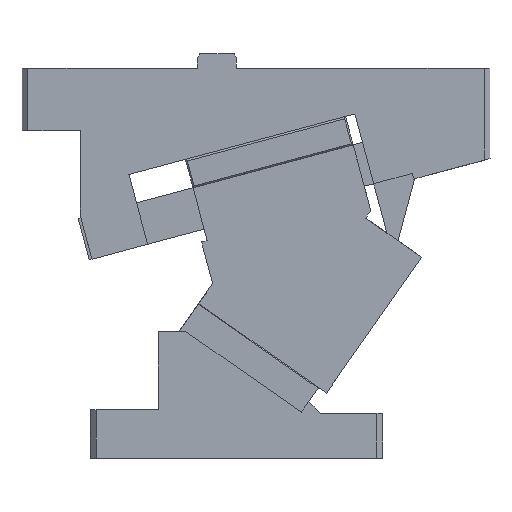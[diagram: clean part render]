
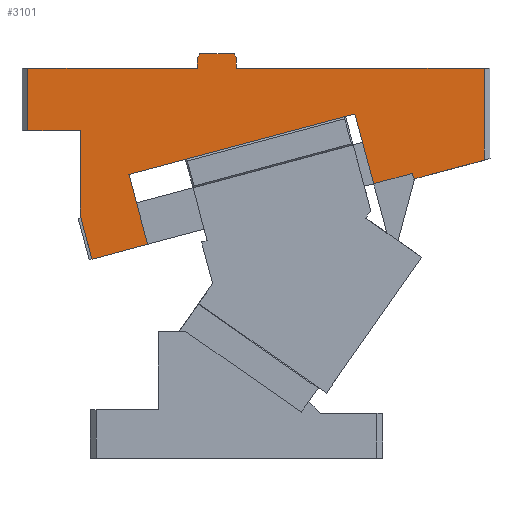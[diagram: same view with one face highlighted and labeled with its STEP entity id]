
A CAD part, front view. The second image highlights one B-rep face of the part: STEP entity #3101.
In plain terms, the highlighted planar face has unit normal (0, -1, 0).
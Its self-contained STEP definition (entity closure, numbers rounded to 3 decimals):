
#70=CARTESIAN_POINT('Vertex',(165.136,0.,146.122)) ;
#73=CARTESIAN_POINT('Line Origine',(155.235,0.,143.47)) ;
#77=CARTESIAN_POINT('Vertex',(145.334,0.,140.817)) ;
#156=CARTESIAN_POINT('Vertex',(165.912,0.,143.225)) ;
#159=CARTESIAN_POINT('Line Origine',(165.524,0.,144.674)) ;
#176=CARTESIAN_POINT('Line Origine',(140.546,0.,158.686)) ;
#180=CARTESIAN_POINT('Vertex',(135.758,0.,176.556)) ;
#382=CARTESIAN_POINT('Vertex',(202.,0.,152.894)) ;
#385=CARTESIAN_POINT('Line Origine',(188.,0.,149.143)) ;
#389=CARTESIAN_POINT('Vertex',(174.,0.,145.392)) ;
#392=CARTESIAN_POINT('Line Origine',(169.956,0.,144.308)) ;
#639=CARTESIAN_POINT('Vertex',(29.423,0.,109.758)) ;
#683=CARTESIAN_POINT('Vertex',(19.847,0.,145.498)) ;
#686=CARTESIAN_POINT('Line Origine',(24.635,0.,127.628)) ;
#707=CARTESIAN_POINT('Line Origine',(77.802,0.,161.027)) ;
#742=CARTESIAN_POINT('Vertex',(202.,0.,200.)) ;
#745=CARTESIAN_POINT('Line Origine',(202.,0.,184.)) ;
#749=CARTESIAN_POINT('Vertex',(202.,0.,168.)) ;
#752=CARTESIAN_POINT('Line Origine',(202.,0.,160.447)) ;
#782=CARTESIAN_POINT('Vertex',(75.,0.,200.)) ;
#785=CARTESIAN_POINT('Line Origine',(138.5,0.,200.)) ;
#1009=CARTESIAN_POINT('Line Origine',(11.5,0.,200.)) ;
#1013=CARTESIAN_POINT('Vertex',(-32.,0.,200.)) ;
#1015=CARTESIAN_POINT('Vertex',(55.,0.,200.)) ;
#1284=CARTESIAN_POINT('Vertex',(-32.,0.,168.)) ;
#1287=CARTESIAN_POINT('Line Origine',(-32.,0.,184.)) ;
#1322=CARTESIAN_POINT('Vertex',(-5.,0.,168.)) ;
#1325=CARTESIAN_POINT('Line Origine',(-11.503,0.,168.)) ;
#1329=CARTESIAN_POINT('Vertex',(-18.006,0.,168.)) ;
#1332=CARTESIAN_POINT('Line Origine',(-25.003,0.,168.)) ;
#1619=CARTESIAN_POINT('Vertex',(-5.,0.,124.248)) ;
#1622=CARTESIAN_POINT('Line Origine',(-5.,0.,146.124)) ;
#1659=CARTESIAN_POINT('Vertex',(0.928,0.,102.123)) ;
#1662=CARTESIAN_POINT('Line Origine',(-2.036,0.,113.186)) ;
#1721=CARTESIAN_POINT('Line Origine',(15.176,0.,105.941)) ;
#2913=CARTESIAN_POINT('Line Origine',(75.,0.,202.75)) ;
#2917=CARTESIAN_POINT('Vertex',(75.,0.,205.5)) ;
#2948=CARTESIAN_POINT('Vertex',(73.845,0.,207.5)) ;
#2953=CARTESIAN_POINT('Line Origine',(74.423,0.,206.5)) ;
#2982=CARTESIAN_POINT('Line Origine',(55.,0.,202.75)) ;
#2986=CARTESIAN_POINT('Vertex',(55.,0.,205.5)) ;
#3006=CARTESIAN_POINT('Line Origine',(65.,0.,207.5)) ;
#3010=CARTESIAN_POINT('Vertex',(56.155,0.,207.5)) ;
#3067=CARTESIAN_POINT('Axis2P3D Location',(29.199,0.,173.722)) ;
#3072=CARTESIAN_POINT('Line Origine',(55.577,0.,206.5)) ;
#74=DIRECTION('Vector Direction',(0.966,0.,0.259)) ;
#160=DIRECTION('Vector Direction',(0.259,0.,-0.966)) ;
#177=DIRECTION('Vector Direction',(-0.259,0.,0.966)) ;
#386=DIRECTION('Vector Direction',(0.966,0.,0.259)) ;
#393=DIRECTION('Vector Direction',(-0.966,0.,-0.259)) ;
#687=DIRECTION('Vector Direction',(-0.259,0.,0.966)) ;
#708=DIRECTION('Vector Direction',(-0.966,0.,-0.259)) ;
#746=DIRECTION('Vector Direction',(0.,0.,-1.)) ;
#753=DIRECTION('Vector Direction',(0.,0.,-1.)) ;
#786=DIRECTION('Vector Direction',(1.,0.,0.)) ;
#1010=DIRECTION('Vector Direction',(1.,0.,0.)) ;
#1288=DIRECTION('Vector Direction',(0.,0.,1.)) ;
#1326=DIRECTION('Vector Direction',(-1.,0.,0.)) ;
#1333=DIRECTION('Vector Direction',(-1.,0.,0.)) ;
#1623=DIRECTION('Vector Direction',(0.,0.,-1.)) ;
#1663=DIRECTION('Vector Direction',(-0.259,0.,0.966)) ;
#1722=DIRECTION('Vector Direction',(0.966,0.,0.259)) ;
#2914=DIRECTION('Vector Direction',(0.,0.,1.)) ;
#2954=DIRECTION('Vector Direction',(-0.5,0.,0.866)) ;
#2983=DIRECTION('Vector Direction',(0.,0.,1.)) ;
#3007=DIRECTION('Vector Direction',(-1.,0.,0.)) ;
#3068=DIRECTION('Axis2P3D Direction',(0.,-1.,0.)) ;
#3069=DIRECTION('Axis2P3D XDirection',(1.,0.,0.)) ;
#3073=DIRECTION('Vector Direction',(-0.5,0.,-0.866)) ;
#3070=AXIS2_PLACEMENT_3D('Plane Axis2P3D',#3067,#3068,#3069) ;
#3078=ORIENTED_EDGE('',*,*,#2988,.F.) ;
#3079=ORIENTED_EDGE('',*,*,#1017,.F.) ;
#3080=ORIENTED_EDGE('',*,*,#1291,.F.) ;
#3081=ORIENTED_EDGE('',*,*,#1336,.F.) ;
#3082=ORIENTED_EDGE('',*,*,#1331,.F.) ;
#3083=ORIENTED_EDGE('',*,*,#1626,.T.) ;
#3084=ORIENTED_EDGE('',*,*,#1666,.F.) ;
#3085=ORIENTED_EDGE('',*,*,#1725,.T.) ;
#3086=ORIENTED_EDGE('',*,*,#690,.T.) ;
#3087=ORIENTED_EDGE('',*,*,#711,.F.) ;
#3088=ORIENTED_EDGE('',*,*,#182,.F.) ;
#3089=ORIENTED_EDGE('',*,*,#79,.T.) ;
#3090=ORIENTED_EDGE('',*,*,#163,.T.) ;
#3091=ORIENTED_EDGE('',*,*,#396,.F.) ;
#3092=ORIENTED_EDGE('',*,*,#391,.T.) ;
#3093=ORIENTED_EDGE('',*,*,#756,.F.) ;
#3094=ORIENTED_EDGE('',*,*,#751,.F.) ;
#3095=ORIENTED_EDGE('',*,*,#789,.F.) ;
#3096=ORIENTED_EDGE('',*,*,#2919,.T.) ;
#3097=ORIENTED_EDGE('',*,*,#2957,.F.) ;
#3098=ORIENTED_EDGE('',*,*,#3012,.F.) ;
#3099=ORIENTED_EDGE('',*,*,#3076,.F.) ;
#75=VECTOR('Line Direction',#74,1.) ;
#161=VECTOR('Line Direction',#160,1.) ;
#178=VECTOR('Line Direction',#177,1.) ;
#387=VECTOR('Line Direction',#386,1.) ;
#394=VECTOR('Line Direction',#393,1.) ;
#688=VECTOR('Line Direction',#687,1.) ;
#709=VECTOR('Line Direction',#708,1.) ;
#747=VECTOR('Line Direction',#746,1.) ;
#754=VECTOR('Line Direction',#753,1.) ;
#787=VECTOR('Line Direction',#786,1.) ;
#1011=VECTOR('Line Direction',#1010,1.) ;
#1289=VECTOR('Line Direction',#1288,1.) ;
#1327=VECTOR('Line Direction',#1326,1.) ;
#1334=VECTOR('Line Direction',#1333,1.) ;
#1624=VECTOR('Line Direction',#1623,1.) ;
#1664=VECTOR('Line Direction',#1663,1.) ;
#1723=VECTOR('Line Direction',#1722,1.) ;
#2915=VECTOR('Line Direction',#2914,1.) ;
#2955=VECTOR('Line Direction',#2954,1.) ;
#2984=VECTOR('Line Direction',#2983,1.) ;
#3008=VECTOR('Line Direction',#3007,1.) ;
#3074=VECTOR('Line Direction',#3073,1.) ;
#3101=ADVANCED_FACE('CAM HOLDER',(#3100),#3071,.T.) ;
#79=EDGE_CURVE('',#78,#71,#76,.T.) ;
#163=EDGE_CURVE('',#71,#157,#162,.T.) ;
#182=EDGE_CURVE('',#78,#181,#179,.T.) ;
#391=EDGE_CURVE('',#390,#383,#388,.T.) ;
#396=EDGE_CURVE('',#390,#157,#395,.T.) ;
#690=EDGE_CURVE('',#640,#684,#689,.T.) ;
#711=EDGE_CURVE('',#181,#684,#710,.T.) ;
#751=EDGE_CURVE('',#743,#750,#748,.T.) ;
#756=EDGE_CURVE('',#750,#383,#755,.T.) ;
#789=EDGE_CURVE('',#783,#743,#788,.T.) ;
#1017=EDGE_CURVE('',#1014,#1016,#1012,.T.) ;
#1291=EDGE_CURVE('',#1285,#1014,#1290,.T.) ;
#1331=EDGE_CURVE('',#1323,#1330,#1328,.T.) ;
#1336=EDGE_CURVE('',#1330,#1285,#1335,.T.) ;
#1626=EDGE_CURVE('',#1323,#1620,#1625,.T.) ;
#1666=EDGE_CURVE('',#1660,#1620,#1665,.T.) ;
#1725=EDGE_CURVE('',#1660,#640,#1724,.T.) ;
#2919=EDGE_CURVE('',#783,#2918,#2916,.T.) ;
#2957=EDGE_CURVE('',#2949,#2918,#2956,.F.) ;
#2988=EDGE_CURVE('',#1016,#2987,#2985,.T.) ;
#3012=EDGE_CURVE('',#3011,#2949,#3009,.F.) ;
#3076=EDGE_CURVE('',#2987,#3011,#3075,.F.) ;
#3077=EDGE_LOOP('',(#3078,#3079,#3080,#3081,#3082,#3083,#3084,#3085,#3086,#3087,#3088,#3089,#3090,#3091,#3092,#3093,#3094,#3095,#3096,#3097,#3098,#3099)) ;
#3100=FACE_OUTER_BOUND('',#3077,.T.) ;
#76=LINE('Line',#73,#75) ;
#162=LINE('Line',#159,#161) ;
#179=LINE('Line',#176,#178) ;
#388=LINE('Line',#385,#387) ;
#395=LINE('Line',#392,#394) ;
#689=LINE('Line',#686,#688) ;
#710=LINE('Line',#707,#709) ;
#748=LINE('Line',#745,#747) ;
#755=LINE('Line',#752,#754) ;
#788=LINE('Line',#785,#787) ;
#1012=LINE('Line',#1009,#1011) ;
#1290=LINE('Line',#1287,#1289) ;
#1328=LINE('Line',#1325,#1327) ;
#1335=LINE('Line',#1332,#1334) ;
#1625=LINE('Line',#1622,#1624) ;
#1665=LINE('Line',#1662,#1664) ;
#1724=LINE('Line',#1721,#1723) ;
#2916=LINE('Line',#2913,#2915) ;
#2956=LINE('Line',#2953,#2955) ;
#2985=LINE('Line',#2982,#2984) ;
#3009=LINE('Line',#3006,#3008) ;
#3075=LINE('Line',#3072,#3074) ;
#3071=PLANE('Plane',#3070) ;
#71=VERTEX_POINT('',#70) ;
#78=VERTEX_POINT('',#77) ;
#157=VERTEX_POINT('',#156) ;
#181=VERTEX_POINT('',#180) ;
#383=VERTEX_POINT('',#382) ;
#390=VERTEX_POINT('',#389) ;
#640=VERTEX_POINT('',#639) ;
#684=VERTEX_POINT('',#683) ;
#743=VERTEX_POINT('',#742) ;
#750=VERTEX_POINT('',#749) ;
#783=VERTEX_POINT('',#782) ;
#1014=VERTEX_POINT('',#1013) ;
#1016=VERTEX_POINT('',#1015) ;
#1285=VERTEX_POINT('',#1284) ;
#1323=VERTEX_POINT('',#1322) ;
#1330=VERTEX_POINT('',#1329) ;
#1620=VERTEX_POINT('',#1619) ;
#1660=VERTEX_POINT('',#1659) ;
#2918=VERTEX_POINT('',#2917) ;
#2949=VERTEX_POINT('',#2948) ;
#2987=VERTEX_POINT('',#2986) ;
#3011=VERTEX_POINT('',#3010) ;
